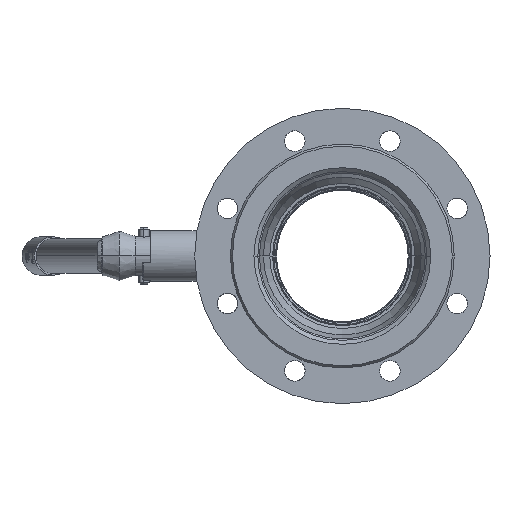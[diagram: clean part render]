
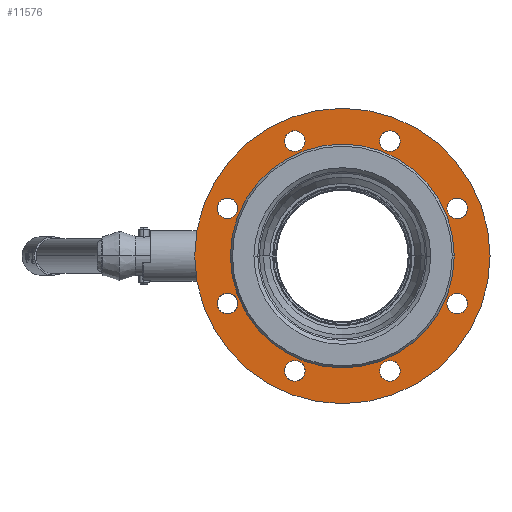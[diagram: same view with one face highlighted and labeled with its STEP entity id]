
A CAD part, left-side view. The second image highlights one B-rep face of the part: STEP entity #11576.
In plain terms, the highlighted face is planar.
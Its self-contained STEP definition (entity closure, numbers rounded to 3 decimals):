
#10971=CARTESIAN_POINT('',(21.,0.,0.));
#10972=DIRECTION('',(-1.,0.,0.));
#10973=DIRECTION('',(0.,1.,0.));
#10974=AXIS2_PLACEMENT_3D('',#10971,#10972,#10973);
#10986=CARTESIAN_POINT('',(21.,0.,0.));
#10987=DIRECTION('',(1.,0.,0.));
#10988=DIRECTION('',(0.,1.,0.));
#10989=AXIS2_PLACEMENT_3D('',#10986,#10987,#10988);
#11001=CARTESIAN_POINT('',(21.,0.,0.));
#11002=DIRECTION('',(-1.,0.,0.));
#11003=DIRECTION('',(0.,1.,0.));
#11004=AXIS2_PLACEMENT_3D('',#11001,#11002,#11003);
#11009=CARTESIAN_POINT('',(21.,0.,0.));
#11010=DIRECTION('',(1.,0.,0.));
#11011=DIRECTION('',(0.,1.,0.));
#11012=AXIS2_PLACEMENT_3D('',#11009,#11010,#11011);
#11017=CARTESIAN_POINT('',(21.,110.866,45.922));
#11018=DIRECTION('',(-1.,0.,0.));
#11019=DIRECTION('',(0.,-1.,0.));
#11020=AXIS2_PLACEMENT_3D('',#11017,#11018,#11019);
#11025=CARTESIAN_POINT('',(21.,110.866,45.922));
#11026=DIRECTION('',(-1.,0.,0.));
#11027=DIRECTION('',(0.,1.,0.));
#11028=AXIS2_PLACEMENT_3D('',#11025,#11026,#11027);
#11033=CARTESIAN_POINT('',(21.,110.866,-45.922));
#11034=DIRECTION('',(-1.,0.,0.));
#11035=DIRECTION('',(0.,-0.707,0.707));
#11036=AXIS2_PLACEMENT_3D('',#11033,#11034,#11035);
#11041=CARTESIAN_POINT('',(21.,110.866,-45.922));
#11042=DIRECTION('',(-1.,0.,0.));
#11043=DIRECTION('',(0.,0.707,-0.707));
#11044=AXIS2_PLACEMENT_3D('',#11041,#11042,#11043);
#11049=CARTESIAN_POINT('',(21.,45.922,-110.866));
#11050=DIRECTION('',(-1.,0.,0.));
#11051=DIRECTION('',(0.,0.,1.));
#11052=AXIS2_PLACEMENT_3D('',#11049,#11050,#11051);
#11057=CARTESIAN_POINT('',(21.,45.922,-110.866));
#11058=DIRECTION('',(-1.,0.,0.));
#11059=DIRECTION('',(0.,0.,-1.));
#11060=AXIS2_PLACEMENT_3D('',#11057,#11058,#11059);
#11065=CARTESIAN_POINT('',(21.,-45.922,-110.866));
#11066=DIRECTION('',(-1.,0.,0.));
#11067=DIRECTION('',(0.,0.707,0.707));
#11068=AXIS2_PLACEMENT_3D('',#11065,#11066,#11067);
#11073=CARTESIAN_POINT('',(21.,-45.922,-110.866));
#11074=DIRECTION('',(-1.,0.,0.));
#11075=DIRECTION('',(0.,-0.707,-0.707));
#11076=AXIS2_PLACEMENT_3D('',#11073,#11074,#11075);
#11081=CARTESIAN_POINT('',(21.,-110.866,-45.922));
#11082=DIRECTION('',(-1.,0.,0.));
#11083=DIRECTION('',(0.,1.,0.));
#11084=AXIS2_PLACEMENT_3D('',#11081,#11082,#11083);
#11089=CARTESIAN_POINT('',(21.,-110.866,-45.922));
#11090=DIRECTION('',(-1.,0.,0.));
#11091=DIRECTION('',(0.,-1.,0.));
#11092=AXIS2_PLACEMENT_3D('',#11089,#11090,#11091);
#11097=CARTESIAN_POINT('',(21.,-110.866,45.922));
#11098=DIRECTION('',(-1.,0.,0.));
#11099=DIRECTION('',(0.,0.707,-0.707));
#11100=AXIS2_PLACEMENT_3D('',#11097,#11098,#11099);
#11105=CARTESIAN_POINT('',(21.,-110.866,45.922));
#11106=DIRECTION('',(-1.,0.,0.));
#11107=DIRECTION('',(0.,-0.707,0.707));
#11108=AXIS2_PLACEMENT_3D('',#11105,#11106,#11107);
#11113=CARTESIAN_POINT('',(21.,-45.922,110.866));
#11114=DIRECTION('',(-1.,0.,0.));
#11115=DIRECTION('',(0.,0.,-1.));
#11116=AXIS2_PLACEMENT_3D('',#11113,#11114,#11115);
#11121=CARTESIAN_POINT('',(21.,-45.922,110.866));
#11122=DIRECTION('',(-1.,0.,0.));
#11123=DIRECTION('',(0.,0.,1.));
#11124=AXIS2_PLACEMENT_3D('',#11121,#11122,#11123);
#11129=CARTESIAN_POINT('',(21.,45.922,110.866));
#11130=DIRECTION('',(-1.,0.,0.));
#11131=DIRECTION('',(0.,-0.707,-0.707));
#11132=AXIS2_PLACEMENT_3D('',#11129,#11130,#11131);
#11137=CARTESIAN_POINT('',(21.,45.922,110.866));
#11138=DIRECTION('',(-1.,0.,0.));
#11139=DIRECTION('',(0.,0.707,0.707));
#11140=AXIS2_PLACEMENT_3D('',#11137,#11138,#11139);
#11303=CARTESIAN_POINT('',(21.,142.5,0.));
#11305=VERTEX_POINT('',#11303);
#11307=CARTESIAN_POINT('',(21.,-142.5,0.));
#11309=VERTEX_POINT('',#11307);
#11311=CARTESIAN_POINT('',(21.,100.866,45.922));
#11312=CARTESIAN_POINT('',(21.,120.866,45.922));
#11313=VERTEX_POINT('',#11311);
#11314=VERTEX_POINT('',#11312);
#11319=CARTESIAN_POINT('',(21.,103.794,-38.851));
#11320=CARTESIAN_POINT('',(21.,117.937,-52.993));
#11321=VERTEX_POINT('',#11319);
#11322=VERTEX_POINT('',#11320);
#11327=CARTESIAN_POINT('',(21.,45.922,-100.866));
#11328=CARTESIAN_POINT('',(21.,45.922,-120.866));
#11329=VERTEX_POINT('',#11327);
#11330=VERTEX_POINT('',#11328);
#11335=CARTESIAN_POINT('',(21.,-38.851,-103.794));
#11336=CARTESIAN_POINT('',(21.,-52.993,-117.937));
#11337=VERTEX_POINT('',#11335);
#11338=VERTEX_POINT('',#11336);
#11343=CARTESIAN_POINT('',(21.,-100.866,-45.922));
#11344=CARTESIAN_POINT('',(21.,-120.866,-45.922));
#11345=VERTEX_POINT('',#11343);
#11346=VERTEX_POINT('',#11344);
#11351=CARTESIAN_POINT('',(21.,-103.794,38.851));
#11352=CARTESIAN_POINT('',(21.,-117.937,52.993));
#11353=VERTEX_POINT('',#11351);
#11354=VERTEX_POINT('',#11352);
#11359=CARTESIAN_POINT('',(21.,-45.922,100.866));
#11360=CARTESIAN_POINT('',(21.,-45.922,120.866));
#11361=VERTEX_POINT('',#11359);
#11362=VERTEX_POINT('',#11360);
#11367=CARTESIAN_POINT('',(21.,38.851,103.794));
#11368=CARTESIAN_POINT('',(21.,52.993,117.937));
#11369=VERTEX_POINT('',#11367);
#11370=VERTEX_POINT('',#11368);
#11384=CARTESIAN_POINT('',(21.,108.,0.));
#11386=VERTEX_POINT('',#11384);
#11388=CARTESIAN_POINT('',(21.,-108.,0.));
#11390=VERTEX_POINT('',#11388);
#11513=CARTESIAN_POINT('',(21.,0.,0.));
#11514=DIRECTION('',(-1.,0.,0.));
#11515=DIRECTION('',(0.,1.,0.));
#11516=AXIS2_PLACEMENT_3D('',#11513,#11514,#11515);
#11517=PLANE('',#11516);
#11518=ORIENTED_EDGE('',*,*,#11506,.F.);
#11519=ORIENTED_EDGE('',*,*,#11495,.T.);
#11520=EDGE_LOOP('',(#11518,#11519));
#11521=FACE_OUTER_BOUND('',#11520,.F.);
#11523=ORIENTED_EDGE('',*,*,#11522,.F.);
#11525=ORIENTED_EDGE('',*,*,#11524,.T.);
#11526=EDGE_LOOP('',(#11523,#11525));
#11527=FACE_BOUND('',#11526,.F.);
#11529=ORIENTED_EDGE('',*,*,#11528,.F.);
#11531=ORIENTED_EDGE('',*,*,#11530,.F.);
#11532=EDGE_LOOP('',(#11529,#11531));
#11533=FACE_BOUND('',#11532,.F.);
#11535=ORIENTED_EDGE('',*,*,#11534,.F.);
#11537=ORIENTED_EDGE('',*,*,#11536,.F.);
#11538=EDGE_LOOP('',(#11535,#11537));
#11539=FACE_BOUND('',#11538,.F.);
#11541=ORIENTED_EDGE('',*,*,#11540,.F.);
#11543=ORIENTED_EDGE('',*,*,#11542,.F.);
#11544=EDGE_LOOP('',(#11541,#11543));
#11545=FACE_BOUND('',#11544,.F.);
#11547=ORIENTED_EDGE('',*,*,#11546,.F.);
#11549=ORIENTED_EDGE('',*,*,#11548,.F.);
#11550=EDGE_LOOP('',(#11547,#11549));
#11551=FACE_BOUND('',#11550,.F.);
#11553=ORIENTED_EDGE('',*,*,#11552,.F.);
#11555=ORIENTED_EDGE('',*,*,#11554,.F.);
#11556=EDGE_LOOP('',(#11553,#11555));
#11557=FACE_BOUND('',#11556,.F.);
#11559=ORIENTED_EDGE('',*,*,#11558,.F.);
#11561=ORIENTED_EDGE('',*,*,#11560,.F.);
#11562=EDGE_LOOP('',(#11559,#11561));
#11563=FACE_BOUND('',#11562,.F.);
#11565=ORIENTED_EDGE('',*,*,#11564,.F.);
#11567=ORIENTED_EDGE('',*,*,#11566,.F.);
#11568=EDGE_LOOP('',(#11565,#11567));
#11569=FACE_BOUND('',#11568,.F.);
#11571=ORIENTED_EDGE('',*,*,#11570,.F.);
#11573=ORIENTED_EDGE('',*,*,#11572,.F.);
#11574=EDGE_LOOP('',(#11571,#11573));
#11575=FACE_BOUND('',#11574,.F.);
#10975=CIRCLE('',#10974,142.5);
#10990=CIRCLE('',#10989,142.5);
#11005=CIRCLE('',#11004,108.);
#11013=CIRCLE('',#11012,108.);
#11021=CIRCLE('',#11020,10.);
#11029=CIRCLE('',#11028,10.);
#11037=CIRCLE('',#11036,10.);
#11045=CIRCLE('',#11044,10.);
#11053=CIRCLE('',#11052,10.);
#11061=CIRCLE('',#11060,10.);
#11069=CIRCLE('',#11068,10.);
#11077=CIRCLE('',#11076,10.);
#11085=CIRCLE('',#11084,10.);
#11093=CIRCLE('',#11092,10.);
#11101=CIRCLE('',#11100,10.);
#11109=CIRCLE('',#11108,10.);
#11117=CIRCLE('',#11116,10.);
#11125=CIRCLE('',#11124,10.);
#11133=CIRCLE('',#11132,10.);
#11141=CIRCLE('',#11140,10.);
#11495=EDGE_CURVE('',#11305,#11309,#10975,.T.);
#11506=EDGE_CURVE('',#11305,#11309,#10990,.T.);
#11522=EDGE_CURVE('',#11386,#11390,#11005,.T.);
#11524=EDGE_CURVE('',#11386,#11390,#11013,.T.);
#11528=EDGE_CURVE('',#11313,#11314,#11021,.T.);
#11530=EDGE_CURVE('',#11314,#11313,#11029,.T.);
#11534=EDGE_CURVE('',#11321,#11322,#11037,.T.);
#11536=EDGE_CURVE('',#11322,#11321,#11045,.T.);
#11540=EDGE_CURVE('',#11329,#11330,#11053,.T.);
#11542=EDGE_CURVE('',#11330,#11329,#11061,.T.);
#11546=EDGE_CURVE('',#11337,#11338,#11069,.T.);
#11548=EDGE_CURVE('',#11338,#11337,#11077,.T.);
#11552=EDGE_CURVE('',#11345,#11346,#11085,.T.);
#11554=EDGE_CURVE('',#11346,#11345,#11093,.T.);
#11558=EDGE_CURVE('',#11353,#11354,#11101,.T.);
#11560=EDGE_CURVE('',#11354,#11353,#11109,.T.);
#11564=EDGE_CURVE('',#11361,#11362,#11117,.T.);
#11566=EDGE_CURVE('',#11362,#11361,#11125,.T.);
#11570=EDGE_CURVE('',#11369,#11370,#11133,.T.);
#11572=EDGE_CURVE('',#11370,#11369,#11141,.T.);
#11576=ADVANCED_FACE('',(#11521,#11527,#11533,#11539,#11545,#11551,#11557,
#11563,#11569,#11575),#11517,.F.);
